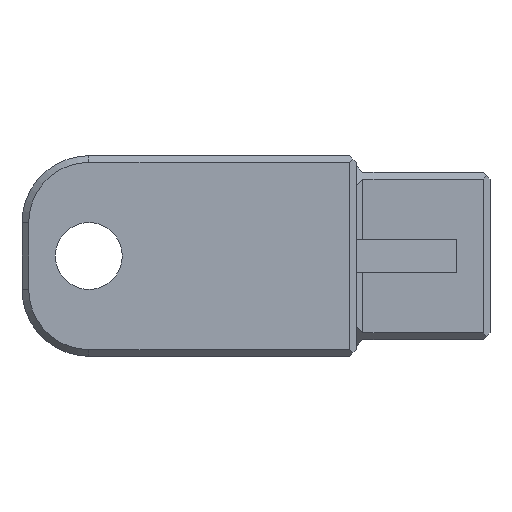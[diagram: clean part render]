
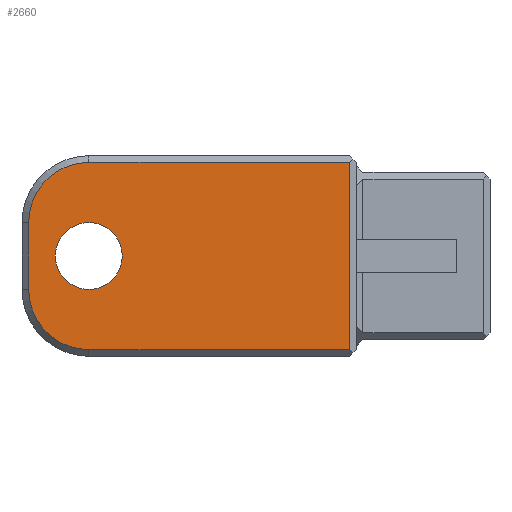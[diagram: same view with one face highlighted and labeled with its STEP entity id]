
A CAD part, left-side view. The second image highlights one B-rep face of the part: STEP entity #2660.
In plain terms, the highlighted planar face has unit normal (-1, 0, 0).
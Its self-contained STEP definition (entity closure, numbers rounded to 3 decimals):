
#8 = DIRECTION ( 'NONE',  ( 0., 0., 1. ) ) ;
#56 = ORIENTED_EDGE ( 'NONE', *, *, #1485, .F. ) ;
#75 = DIRECTION ( 'NONE',  ( 0., 0., -1. ) ) ;
#92 = ORIENTED_EDGE ( 'NONE', *, *, #325, .T. ) ;
#124 = DIRECTION ( 'NONE',  ( 1., 0., 0. ) ) ;
#160 = VERTEX_POINT ( 'NONE', #2731 ) ;
#222 = CIRCLE ( 'NONE', #1352, 5. ) ;
#233 = VERTEX_POINT ( 'NONE', #2289 ) ;
#325 = EDGE_CURVE ( 'NONE', #233, #1957, #2470, .T. ) ;
#345 = PLANE ( 'NONE',  #1931 ) ;
#395 = CARTESIAN_POINT ( 'NONE',  ( -40., 40., 5. ) ) ;
#508 = DIRECTION ( 'NONE',  ( -1., 0., 0. ) ) ;
#535 = VECTOR ( 'NONE', #1080, 1000. ) ;
#600 = ORIENTED_EDGE ( 'NONE', *, *, #2407, .T. ) ;
#625 = VERTEX_POINT ( 'NONE', #943 ) ;
#679 = DIRECTION ( 'NONE',  ( 0., -1., 0. ) ) ;
#701 = EDGE_CURVE ( 'NONE', #1812, #1096, #1119, .T. ) ;
#790 = CARTESIAN_POINT ( 'NONE',  ( -40., 5., 15. ) ) ;
#831 = CIRCLE ( 'NONE', #2360, 5. ) ;
#856 = CARTESIAN_POINT ( 'NONE',  ( -40., 40., -14. ) ) ;
#863 = EDGE_CURVE ( 'NONE', #2686, #625, #2746, .T. ) ;
#912 = AXIS2_PLACEMENT_3D ( 'NONE', #1447, #2585, #75 ) ;
#913 = DIRECTION ( 'NONE',  ( -1., 0., 0. ) ) ;
#943 = CARTESIAN_POINT ( 'NONE',  ( -40., 1., 14. ) ) ;
#976 = CARTESIAN_POINT ( 'NONE',  ( -40., 40., 0. ) ) ;
#981 = ORIENTED_EDGE ( 'NONE', *, *, #1813, .T. ) ;
#1079 = DIRECTION ( 'NONE',  ( 0., 0., -1. ) ) ;
#1080 = DIRECTION ( 'NONE',  ( 0., 0., -1. ) ) ;
#1086 = ORIENTED_EDGE ( 'NONE', *, *, #1370, .F. ) ;
#1096 = VERTEX_POINT ( 'NONE', #856 ) ;
#1105 = LINE ( 'NONE', #1593, #1291 ) ;
#1106 = ORIENTED_EDGE ( 'NONE', *, *, #863, .T. ) ;
#1119 = CIRCLE ( 'NONE', #912, 9. ) ;
#1146 = ORIENTED_EDGE ( 'NONE', *, *, #1707, .T. ) ;
#1291 = VECTOR ( 'NONE', #679, 1000. ) ;
#1344 = CARTESIAN_POINT ( 'NONE',  ( -40., 40., -5. ) ) ;
#1352 = AXIS2_PLACEMENT_3D ( 'NONE', #976, #508, #1877 ) ;
#1370 = EDGE_CURVE ( 'NONE', #2336, #160, #831, .T. ) ;
#1447 = CARTESIAN_POINT ( 'NONE',  ( -40., 40., -5. ) ) ;
#1464 = DIRECTION ( 'NONE',  ( 0., 1., 0. ) ) ;
#1472 = CARTESIAN_POINT ( 'NONE',  ( -40., 5., 14. ) ) ;
#1474 = DIRECTION ( 'NONE',  ( 0., 0., -1. ) ) ;
#1475 = DIRECTION ( 'NONE',  ( 0., 0., 1. ) ) ;
#1485 = EDGE_CURVE ( 'NONE', #160, #2336, #222, .T. ) ;
#1593 = CARTESIAN_POINT ( 'NONE',  ( -40., 5., -14. ) ) ;
#1707 = EDGE_CURVE ( 'NONE', #625, #233, #2110, .T. ) ;
#1739 = AXIS2_PLACEMENT_3D ( 'NONE', #395, #2668, #1079 ) ;
#1805 = EDGE_LOOP ( 'NONE', ( #981, #1808, #600, #1106, #1146, #92 ) ) ;
#1808 = ORIENTED_EDGE ( 'NONE', *, *, #701, .T. ) ;
#1812 = VERTEX_POINT ( 'NONE', #2877 ) ;
#1813 = EDGE_CURVE ( 'NONE', #1957, #1812, #2248, .T. ) ;
#1877 = DIRECTION ( 'NONE',  ( 0., 0., 1. ) ) ;
#1931 = AXIS2_PLACEMENT_3D ( 'NONE', #790, #124, #1474 ) ;
#1957 = VERTEX_POINT ( 'NONE', #2358 ) ;
#2034 = FACE_BOUND ( 'NONE', #2163, .T. ) ;
#2110 = LINE ( 'NONE', #1472, #2217 ) ;
#2150 = VECTOR ( 'NONE', #1475, 1000. ) ;
#2163 = EDGE_LOOP ( 'NONE', ( #56, #1086 ) ) ;
#2191 = CARTESIAN_POINT ( 'NONE',  ( -40., 49., -5. ) ) ;
#2217 = VECTOR ( 'NONE', #1464, 1000. ) ;
#2248 = LINE ( 'NONE', #2191, #535 ) ;
#2289 = CARTESIAN_POINT ( 'NONE',  ( -40., 40., 14. ) ) ;
#2336 = VERTEX_POINT ( 'NONE', #1344 ) ;
#2358 = CARTESIAN_POINT ( 'NONE',  ( -40., 49., 5. ) ) ;
#2360 = AXIS2_PLACEMENT_3D ( 'NONE', #2758, #913, #8 ) ;
#2407 = EDGE_CURVE ( 'NONE', #1096, #2686, #1105, .T. ) ;
#2419 = FACE_OUTER_BOUND ( 'NONE', #1805, .T. ) ;
#2470 = CIRCLE ( 'NONE', #1739, 9. ) ;
#2585 = DIRECTION ( 'NONE',  ( -1., 0., 0. ) ) ;
#2630 = CARTESIAN_POINT ( 'NONE',  ( -40., 1., -14. ) ) ;
#2660 = ADVANCED_FACE ( 'NONE', ( #2034, #2419 ), #345, .F. ) ;
#2668 = DIRECTION ( 'NONE',  ( -1., 0., 0. ) ) ;
#2686 = VERTEX_POINT ( 'NONE', #2630 ) ;
#2731 = CARTESIAN_POINT ( 'NONE',  ( -40., 40., 5. ) ) ;
#2746 = LINE ( 'NONE', #2826, #2150 ) ;
#2758 = CARTESIAN_POINT ( 'NONE',  ( -40., 40., 0. ) ) ;
#2826 = CARTESIAN_POINT ( 'NONE',  ( -40., 1., 15. ) ) ;
#2877 = CARTESIAN_POINT ( 'NONE',  ( -40., 49., -5. ) ) ;
